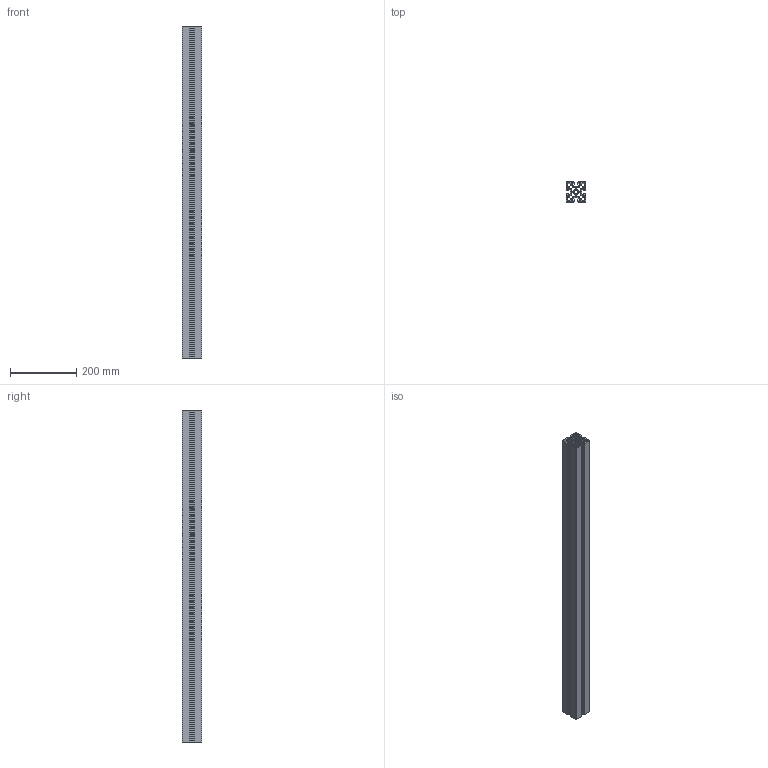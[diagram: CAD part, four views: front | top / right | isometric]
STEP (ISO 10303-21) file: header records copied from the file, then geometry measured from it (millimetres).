
FILE_DESCRIPTION (( 'STEP AP214' ), '1' );
FILE_NAME ('Ñáîðêà12.STEP', '2025-02-18T13:12:38', ( '' ), ( '' ), 'SwSTEP 2.0', 'SolidWorks 2024', '' );
FILE_SCHEMA (( 'AUTOMOTIVE_DESIGN' ));
Length unit declared in the file: millimetre
Products named in the file (2): Сборка12; 766H Профиль конструкционный 60х60H, 4 паза_00
Assembly tree (1 placements, depth 2):
  Сборка12
    766H Профиль конструкционный 60х60H, 4 паза_00
Bounding box: 60 x 60 x 1000 mm (x, y, z)
Volume: 1382204.8 mm3; surface area: 930511.8 mm2
Topology: 1 solids, 1 shells, 313 faces, 933 edges, 622 vertices
Faces by surface type: cylinder 167, plane 146
Entity records: 10696 total; most frequent: DIRECTION 1901, CARTESIAN_POINT 1872, ORIENTED_EDGE 1866, EDGE_CURVE 933, AXIS2_PLACEMENT_3D 651, VERTEX_POINT 622, VECTOR 599, LINE 599
